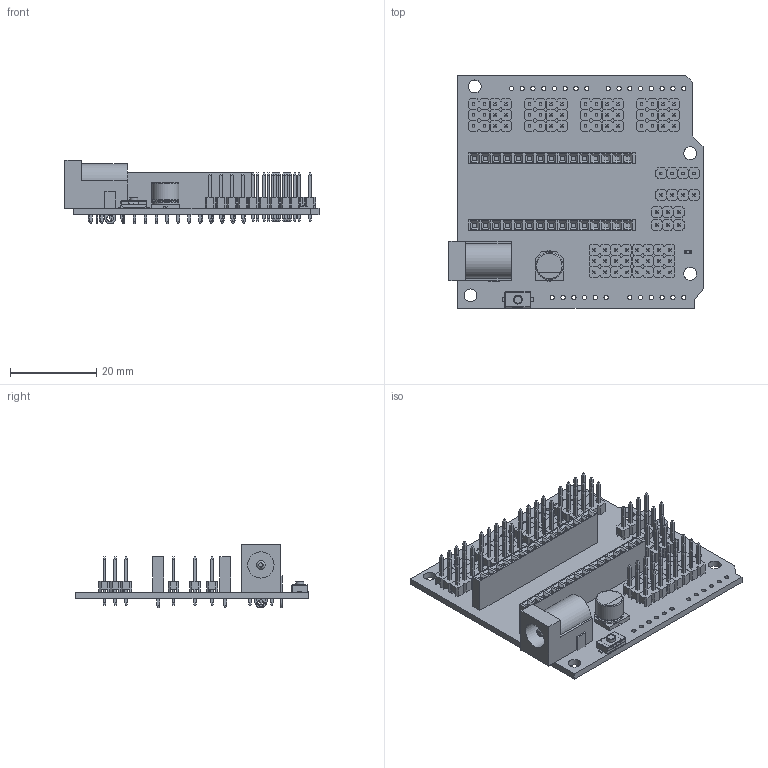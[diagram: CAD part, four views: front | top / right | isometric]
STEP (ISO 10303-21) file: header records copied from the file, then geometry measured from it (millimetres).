
FILE_DESCRIPTION(('FreeCAD Model'),'2;1');
FILE_NAME('nano_expansion_shield.step','2017-04-24T03:21:50',('Author'),(''), 'Open CASCADE STEP processor 6.8','FreeCAD','Unknown');
FILE_SCHEMA(('AUTOMOTIVE_DESIGN_CC2 { 1 2 10303 214 -1 1 5 4 }'));
Length unit declared in the file: millimetre
Products named in the file (2): ASSEMBLY; nano_expansion_schield_main
Assembly tree (1 placements, depth 2):
  ASSEMBLY
    nano_expansion_schield_main
Bounding box: 59 x 54 x 14.78 mm (x, y, z)
Volume: 8638.1 mm3; surface area: 15344.1 mm2
Topology: 114 solids, 114 shells, 3726 faces, 8818 edges, 5499 vertices
Faces by surface type: plane 2721, bspline 932, cylinder 68, torus 5
Full cylindrical faces by diameter (mm): 0.08 x1, 1 x28, 1.5 x3, 1.9 x1, 2 x1, 2.04 x1, 3 x4, 5.9 x1, 6.096 x1, 6.3 x2
Entity records: 240650 total; most frequent: CARTESIAN_POINT 44337, DIRECTION 27545, LINE 21600, VECTOR 21600, ORIENTED_EDGE 17636, PCURVE 17636, DEFINITIONAL_REPRESENTATION 17636, EDGE_CURVE 8818
